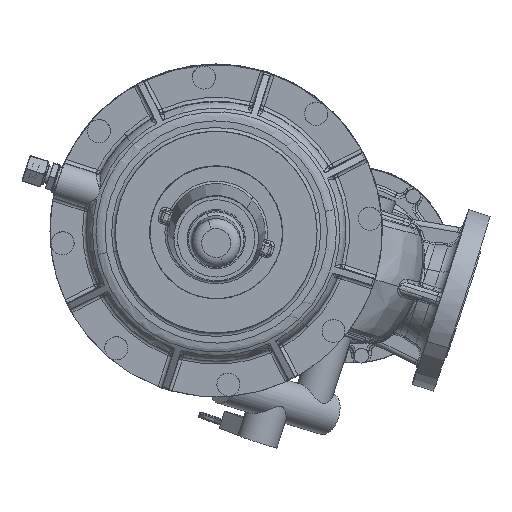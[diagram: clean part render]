
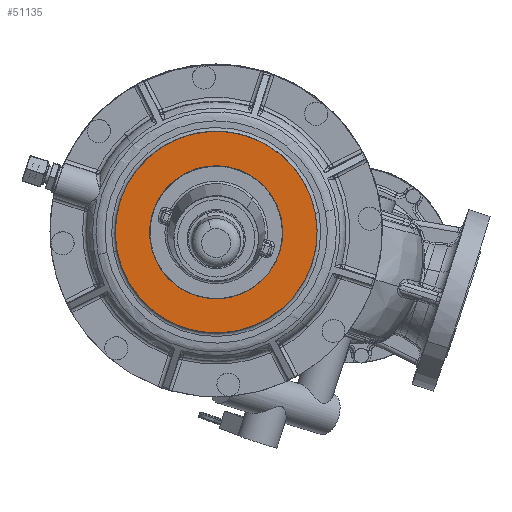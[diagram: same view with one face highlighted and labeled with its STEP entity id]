
A CAD part, top view. The second image highlights one B-rep face of the part: STEP entity #51135.
In plain terms, the highlighted face is planar.
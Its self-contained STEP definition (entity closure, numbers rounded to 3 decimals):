
#50822=CARTESIAN_POINT('Axis2P3D Location',(0.,0.,221.)) ;
#50826=CARTESIAN_POINT('Vertex',(-26.129,-47.828,221.)) ;
#50828=CARTESIAN_POINT('Vertex',(20.212,50.613,221.)) ;
#50852=CARTESIAN_POINT('Vertex',(26.129,47.828,221.)) ;
#50856=CARTESIAN_POINT('Control Point',(20.212,50.613,221.)) ;
#50857=CARTESIAN_POINT('Control Point',(22.238,49.805,221.)) ;
#50858=CARTESIAN_POINT('Control Point',(24.215,48.874,221.)) ;
#50859=CARTESIAN_POINT('Control Point',(26.129,47.828,221.)) ;
#50873=CARTESIAN_POINT('Axis2P3D Location',(0.,0.,221.)) ;
#51091=CARTESIAN_POINT('Axis2P3D Location',(83.5,0.,221.)) ;
#51096=CARTESIAN_POINT('Axis2P3D Location',(0.,0.,221.)) ;
#51100=CARTESIAN_POINT('Vertex',(-73.278,-40.032,221.)) ;
#51102=CARTESIAN_POINT('Vertex',(-73.278,40.032,221.)) ;
#51105=CARTESIAN_POINT('Axis2P3D Location',(0.,0.,221.)) ;
#51109=CARTESIAN_POINT('Vertex',(73.278,-40.032,221.)) ;
#51112=CARTESIAN_POINT('Axis2P3D Location',(0.,0.,221.)) ;
#51116=CARTESIAN_POINT('Vertex',(73.278,40.032,221.)) ;
#51119=CARTESIAN_POINT('Axis2P3D Location',(0.,0.,221.)) ;
#50823=DIRECTION('Axis2P3D Direction',(0.,0.,1.)) ;
#50874=DIRECTION('Axis2P3D Direction',(0.,0.,1.)) ;
#51092=DIRECTION('Axis2P3D Direction',(0.,0.,-1.)) ;
#51093=DIRECTION('Axis2P3D XDirection',(1.,0.,0.)) ;
#51097=DIRECTION('Axis2P3D Direction',(0.,0.,-1.)) ;
#51106=DIRECTION('Axis2P3D Direction',(0.,0.,-1.)) ;
#51113=DIRECTION('Axis2P3D Direction',(0.,0.,-1.)) ;
#51120=DIRECTION('Axis2P3D Direction',(0.,0.,-1.)) ;
#50824=AXIS2_PLACEMENT_3D('Circle Axis2P3D',#50822,#50823,$) ;
#50875=AXIS2_PLACEMENT_3D('Circle Axis2P3D',#50873,#50874,$) ;
#51094=AXIS2_PLACEMENT_3D('Plane Axis2P3D',#51091,#51092,#51093) ;
#51098=AXIS2_PLACEMENT_3D('Circle Axis2P3D',#51096,#51097,$) ;
#51107=AXIS2_PLACEMENT_3D('Circle Axis2P3D',#51105,#51106,$) ;
#51114=AXIS2_PLACEMENT_3D('Circle Axis2P3D',#51112,#51113,$) ;
#51121=AXIS2_PLACEMENT_3D('Circle Axis2P3D',#51119,#51120,$) ;
#51125=ORIENTED_EDGE('',*,*,#51104,.F.) ;
#51126=ORIENTED_EDGE('',*,*,#51111,.F.) ;
#51127=ORIENTED_EDGE('',*,*,#51118,.F.) ;
#51128=ORIENTED_EDGE('',*,*,#51123,.F.) ;
#51131=ORIENTED_EDGE('',*,*,#50830,.T.) ;
#51132=ORIENTED_EDGE('',*,*,#50860,.T.) ;
#51133=ORIENTED_EDGE('',*,*,#50877,.T.) ;
#51134=FACE_BOUND('',#51130,.T.) ;
#51135=ADVANCED_FACE('Brep With Voids',(#51129,#51134),#51095,.F.) ;
#50855=B_SPLINE_CURVE_WITH_KNOTS('',3,(#50856,#50857,#50858,#50859),.UNSPECIFIED.,.F.,.U.,(4,4),(-6.003,6.003),.UNSPECIFIED.) ;
#50825=CIRCLE('generated circle',#50824,54.5) ;
#50876=CIRCLE('generated circle',#50875,54.5) ;
#51099=CIRCLE('generated circle',#51098,83.5) ;
#51108=CIRCLE('generated circle',#51107,83.5) ;
#51115=CIRCLE('generated circle',#51114,83.5) ;
#51122=CIRCLE('generated circle',#51121,83.5) ;
#50830=EDGE_CURVE('',#50827,#50829,#50825,.F.) ;
#50860=EDGE_CURVE('',#50829,#50853,#50855,.T.) ;
#50877=EDGE_CURVE('',#50853,#50827,#50876,.F.) ;
#51104=EDGE_CURVE('',#51101,#51103,#51099,.T.) ;
#51111=EDGE_CURVE('',#51110,#51101,#51108,.T.) ;
#51118=EDGE_CURVE('',#51117,#51110,#51115,.T.) ;
#51123=EDGE_CURVE('',#51103,#51117,#51122,.T.) ;
#51124=EDGE_LOOP('',(#51125,#51126,#51127,#51128)) ;
#51130=EDGE_LOOP('',(#51131,#51132,#51133)) ;
#51129=FACE_OUTER_BOUND('',#51124,.T.) ;
#51095=PLANE('',#51094) ;
#50827=VERTEX_POINT('',#50826) ;
#50829=VERTEX_POINT('',#50828) ;
#50853=VERTEX_POINT('',#50852) ;
#51101=VERTEX_POINT('',#51100) ;
#51103=VERTEX_POINT('',#51102) ;
#51110=VERTEX_POINT('',#51109) ;
#51117=VERTEX_POINT('',#51116) ;
